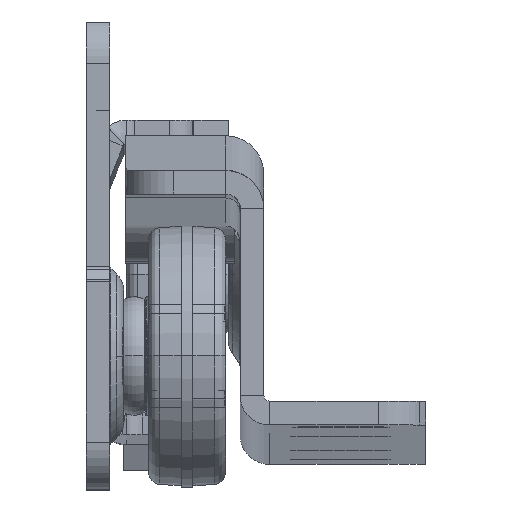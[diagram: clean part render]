
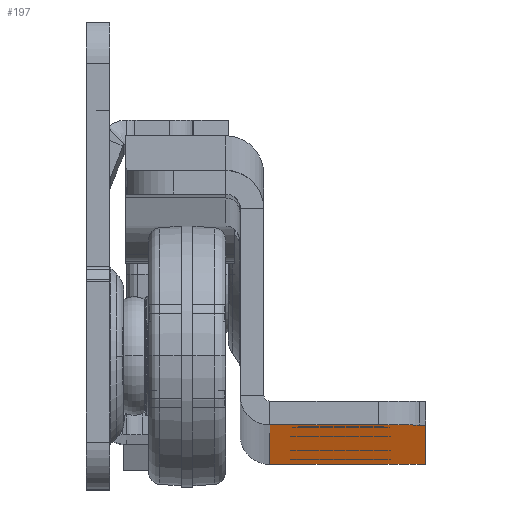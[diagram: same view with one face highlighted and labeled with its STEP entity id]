
A CAD part, top view. The second image highlights one B-rep face of the part: STEP entity #197.
In plain terms, the highlighted face is planar.
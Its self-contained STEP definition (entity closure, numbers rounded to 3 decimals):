
#1 = AXIS2_PLACEMENT_3D ( 'NONE', #41486, #12993, #32725 ) ;
#197 = ADVANCED_FACE ( 'NONE', ( #45585, #41614, #22038, #30232, #9420 ), #34182, .F. ) ;
#709 = LINE ( 'NONE', #5955, #35606 ) ;
#1345 = CARTESIAN_POINT ( 'NONE',  ( 0.5, -8.074, 0. ) ) ;
#2997 = EDGE_CURVE ( 'NONE', #47869, #41562, #42958, .T. ) ;
#3339 = VERTEX_POINT ( 'NONE', #29446 ) ;
#3408 = DIRECTION ( 'NONE',  ( 0., -1., 0. ) ) ;
#3637 = CARTESIAN_POINT ( 'NONE',  ( 10.75, -8.074, 389.5 ) ) ;
#3869 = EDGE_CURVE ( 'NONE', #13658, #20193, #42209, .T. ) ;
#4215 = CARTESIAN_POINT ( 'NONE',  ( 10.75, -8.074, 197.5 ) ) ;
#4765 = EDGE_CURVE ( 'NONE', #41562, #45871, #48482, .T. ) ;
#4904 = CARTESIAN_POINT ( 'NONE',  ( 2.25, -8.074, 197.5 ) ) ;
#5405 = ORIENTED_EDGE ( 'NONE', *, *, #52004, .T. ) ;
#5955 = CARTESIAN_POINT ( 'NONE',  ( 13.702, -8.074, 545.5 ) ) ;
#6227 = VECTOR ( 'NONE', #48987, 1000. ) ;
#6292 = CARTESIAN_POINT ( 'NONE',  ( 13.166, -8.074, 543.5 ) ) ;
#6466 = DIRECTION ( 'NONE',  ( 1., 0., 0. ) ) ;
#6467 = DIRECTION ( 'NONE',  ( 0.5, 0., 0.866 ) ) ;
#6727 = DIRECTION ( 'NONE',  ( -1., 0., 0. ) ) ;
#9008 = AXIS2_PLACEMENT_3D ( 'NONE', #17563, #13630, #45843 ) ;
#9420 = FACE_OUTER_BOUND ( 'NONE', #29667, .T. ) ;
#9474 = DIRECTION ( 'NONE',  ( -1., 0., 0. ) ) ;
#9494 = ORIENTED_EDGE ( 'NONE', *, *, #4765, .T. ) ;
#9699 = CARTESIAN_POINT ( 'NONE',  ( 10.75, -8.074, 517.5 ) ) ;
#10638 = EDGE_CURVE ( 'NONE', #37052, #38365, #45867, .T. ) ;
#10962 = CARTESIAN_POINT ( 'NONE',  ( 2.25, -8.074, 389.5 ) ) ;
#11295 = VERTEX_POINT ( 'NONE', #48877 ) ;
#11434 = VERTEX_POINT ( 'NONE', #30867 ) ;
#11558 = EDGE_CURVE ( 'NONE', #41918, #25527, #45948, .T. ) ;
#11755 = ORIENTED_EDGE ( 'NONE', *, *, #11558, .T. ) ;
#12696 = CARTESIAN_POINT ( 'NONE',  ( 9.702, -8.074, 0. ) ) ;
#12993 = DIRECTION ( 'NONE',  ( 0., 1., 0. ) ) ;
#13123 = ORIENTED_EDGE ( 'NONE', *, *, #2997, .T. ) ;
#13299 = CIRCLE ( 'NONE', #44489, 4.25 ) ;
#13358 = CARTESIAN_POINT ( 'NONE',  ( 6.5, -8.074, 517.5 ) ) ;
#13601 = LINE ( 'NONE', #32835, #6227 ) ;
#13630 = DIRECTION ( 'NONE',  ( 0., 1., 0. ) ) ;
#13658 = VERTEX_POINT ( 'NONE', #10962 ) ;
#14188 = ORIENTED_EDGE ( 'NONE', *, *, #21318, .T. ) ;
#14520 = CARTESIAN_POINT ( 'NONE',  ( 10.75, -8.074, 69.5 ) ) ;
#15017 = CIRCLE ( 'NONE', #26798, 4.25 ) ;
#15668 = VERTEX_POINT ( 'NONE', #20561 ) ;
#16157 = AXIS2_PLACEMENT_3D ( 'NONE', #32482, #48626, #24561 ) ;
#16166 = EDGE_CURVE ( 'NONE', #47688, #15668, #34693, .T. ) ;
#16306 = EDGE_CURVE ( 'NONE', #11295, #11434, #36978, .T. ) ;
#17019 = AXIS2_PLACEMENT_3D ( 'NONE', #22774, #43645, #6727 ) ;
#17245 = ORIENTED_EDGE ( 'NONE', *, *, #39306, .F. ) ;
#17563 = CARTESIAN_POINT ( 'NONE',  ( 13.702, -8.074, 0. ) ) ;
#19625 = CARTESIAN_POINT ( 'NONE',  ( 13.166, -8.074, 543.5 ) ) ;
#20193 = VERTEX_POINT ( 'NONE', #3637 ) ;
#20561 = CARTESIAN_POINT ( 'NONE',  ( 2.25, -8.074, 517.5 ) ) ;
#20757 = CARTESIAN_POINT ( 'NONE',  ( 9.702, -8.074, 545.5 ) ) ;
#21182 = EDGE_LOOP ( 'NONE', ( #48370, #35097 ) ) ;
#21318 = EDGE_CURVE ( 'NONE', #15668, #47688, #13299, .T. ) ;
#22001 = LINE ( 'NONE', #42612, #22709 ) ;
#22038 = FACE_BOUND ( 'NONE', #41578, .T. ) ;
#22047 = DIRECTION ( 'NONE',  ( 0., -1., 0. ) ) ;
#22096 = AXIS2_PLACEMENT_3D ( 'NONE', #34696, #30763, #46891 ) ;
#22101 = CIRCLE ( 'NONE', #17019, 4.25 ) ;
#22709 = VECTOR ( 'NONE', #6467, 1000. ) ;
#22774 = CARTESIAN_POINT ( 'NONE',  ( 6.5, -8.074, 69.5 ) ) ;
#23130 = AXIS2_PLACEMENT_3D ( 'NONE', #32130, #27406, #43543 ) ;
#23145 = EDGE_CURVE ( 'NONE', #35220, #3339, #22001, .T. ) ;
#23649 = CARTESIAN_POINT ( 'NONE',  ( 6.5, -8.074, 197.5 ) ) ;
#23815 = ORIENTED_EDGE ( 'NONE', *, *, #35828, .T. ) ;
#24561 = DIRECTION ( 'NONE',  ( -1., 0., 0. ) ) ;
#25190 = EDGE_CURVE ( 'NONE', #25527, #41918, #22101, .T. ) ;
#25259 = CARTESIAN_POINT ( 'NONE',  ( 13.702, -8.074, 0. ) ) ;
#25527 = VERTEX_POINT ( 'NONE', #14520 ) ;
#25681 = AXIS2_PLACEMENT_3D ( 'NONE', #49793, #22047, #45851 ) ;
#26126 = VERTEX_POINT ( 'NONE', #12696 ) ;
#26526 = VECTOR ( 'NONE', #9474, 1000. ) ;
#26798 = AXIS2_PLACEMENT_3D ( 'NONE', #45383, #41411, #30018 ) ;
#27077 = ORIENTED_EDGE ( 'NONE', *, *, #16306, .F. ) ;
#27406 = DIRECTION ( 'NONE',  ( 0., 1., 0. ) ) ;
#28708 = CIRCLE ( 'NONE', #35434, 4. ) ;
#29236 = LINE ( 'NONE', #25259, #26526 ) ;
#29446 = CARTESIAN_POINT ( 'NONE',  ( 13.702, -8.074, 2.928 ) ) ;
#29667 = EDGE_LOOP ( 'NONE', ( #27077, #17245, #5405, #40529, #37383, #13123, #9494, #35481 ) ) ;
#30018 = DIRECTION ( 'NONE',  ( -1., 0., 0. ) ) ;
#30232 = FACE_BOUND ( 'NONE', #42268, .T. ) ;
#30763 = DIRECTION ( 'NONE',  ( 0., 1., 0. ) ) ;
#30867 = CARTESIAN_POINT ( 'NONE',  ( 0.5, -8.074, 545.5 ) ) ;
#31383 = CARTESIAN_POINT ( 'NONE',  ( 9.702, -8.074, 4. ) ) ;
#32130 = CARTESIAN_POINT ( 'NONE',  ( 6.5, -8.074, 69.5 ) ) ;
#32482 = CARTESIAN_POINT ( 'NONE',  ( 6.5, -8.074, 517.5 ) ) ;
#32574 = DIRECTION ( 'NONE',  ( 0., 1., 0. ) ) ;
#32620 = EDGE_CURVE ( 'NONE', #20193, #13658, #15017, .T. ) ;
#32725 = DIRECTION ( 'NONE',  ( -1., 0., 0. ) ) ;
#32835 = CARTESIAN_POINT ( 'NONE',  ( 13.702, -8.074, 0. ) ) ;
#34182 = PLANE ( 'NONE',  #9008 ) ;
#34693 = CIRCLE ( 'NONE', #16157, 4.25 ) ;
#34696 = CARTESIAN_POINT ( 'NONE',  ( 6.5, -8.074, 197.5 ) ) ;
#35097 = ORIENTED_EDGE ( 'NONE', *, *, #3869, .T. ) ;
#35220 = VERTEX_POINT ( 'NONE', #42256 ) ;
#35434 = AXIS2_PLACEMENT_3D ( 'NONE', #31383, #3408, #39841 ) ;
#35481 = ORIENTED_EDGE ( 'NONE', *, *, #37572, .F. ) ;
#35507 = DIRECTION ( 'NONE',  ( -0.5, 0., 0.866 ) ) ;
#35606 = VECTOR ( 'NONE', #6466, 1000. ) ;
#35828 = EDGE_CURVE ( 'NONE', #38365, #37052, #44894, .T. ) ;
#36978 = LINE ( 'NONE', #1345, #39755 ) ;
#37052 = VERTEX_POINT ( 'NONE', #4215 ) ;
#37076 = DIRECTION ( 'NONE',  ( -1., 0., 0. ) ) ;
#37383 = ORIENTED_EDGE ( 'NONE', *, *, #38431, .F. ) ;
#37572 = EDGE_CURVE ( 'NONE', #11434, #45871, #709, .T. ) ;
#38365 = VERTEX_POINT ( 'NONE', #4904 ) ;
#38431 = EDGE_CURVE ( 'NONE', #47869, #3339, #13601, .T. ) ;
#39133 = CARTESIAN_POINT ( 'NONE',  ( 2.25, -8.074, 69.5 ) ) ;
#39306 = EDGE_CURVE ( 'NONE', #26126, #11295, #29236, .T. ) ;
#39755 = VECTOR ( 'NONE', #40973, 1000. ) ;
#39841 = DIRECTION ( 'NONE',  ( 0., 0., 1. ) ) ;
#40529 = ORIENTED_EDGE ( 'NONE', *, *, #23145, .T. ) ;
#40647 = CARTESIAN_POINT ( 'NONE',  ( 13.702, -8.074, 542.572 ) ) ;
#40973 = DIRECTION ( 'NONE',  ( 0., 0., 1. ) ) ;
#41411 = DIRECTION ( 'NONE',  ( 0., 1., 0. ) ) ;
#41486 = CARTESIAN_POINT ( 'NONE',  ( 6.5, -8.074, 389.5 ) ) ;
#41562 = VERTEX_POINT ( 'NONE', #19625 ) ;
#41578 = EDGE_LOOP ( 'NONE', ( #44731, #23815 ) ) ;
#41614 = FACE_BOUND ( 'NONE', #21182, .T. ) ;
#41918 = VERTEX_POINT ( 'NONE', #39133 ) ;
#42209 = CIRCLE ( 'NONE', #1, 4.25 ) ;
#42249 = ORIENTED_EDGE ( 'NONE', *, *, #25190, .T. ) ;
#42256 = CARTESIAN_POINT ( 'NONE',  ( 13.166, -8.074, 2. ) ) ;
#42268 = EDGE_LOOP ( 'NONE', ( #42249, #11755 ) ) ;
#42560 = ORIENTED_EDGE ( 'NONE', *, *, #16166, .T. ) ;
#42612 = CARTESIAN_POINT ( 'NONE',  ( 16.63, -8.074, 8. ) ) ;
#42958 = LINE ( 'NONE', #6292, #47427 ) ;
#43543 = DIRECTION ( 'NONE',  ( -1., 0., 0. ) ) ;
#43645 = DIRECTION ( 'NONE',  ( 0., 1., 0. ) ) ;
#43754 = DIRECTION ( 'NONE',  ( 0., 1., 0. ) ) ;
#44489 = AXIS2_PLACEMENT_3D ( 'NONE', #13358, #32574, #37076 ) ;
#44731 = ORIENTED_EDGE ( 'NONE', *, *, #10638, .T. ) ;
#44894 = CIRCLE ( 'NONE', #22096, 4.25 ) ;
#45383 = CARTESIAN_POINT ( 'NONE',  ( 6.5, -8.074, 389.5 ) ) ;
#45585 = FACE_BOUND ( 'NONE', #48885, .T. ) ;
#45843 = DIRECTION ( 'NONE',  ( 0., 0., -1. ) ) ;
#45851 = DIRECTION ( 'NONE',  ( 0., 0., 1. ) ) ;
#45867 = CIRCLE ( 'NONE', #50081, 4.25 ) ;
#45871 = VERTEX_POINT ( 'NONE', #20757 ) ;
#45948 = CIRCLE ( 'NONE', #23130, 4.25 ) ;
#46769 = DIRECTION ( 'NONE',  ( -1., 0., 0. ) ) ;
#46891 = DIRECTION ( 'NONE',  ( -1., 0., 0. ) ) ;
#47427 = VECTOR ( 'NONE', #35507, 1000. ) ;
#47688 = VERTEX_POINT ( 'NONE', #9699 ) ;
#47869 = VERTEX_POINT ( 'NONE', #40647 ) ;
#48370 = ORIENTED_EDGE ( 'NONE', *, *, #32620, .T. ) ;
#48482 = CIRCLE ( 'NONE', #25681, 4. ) ;
#48626 = DIRECTION ( 'NONE',  ( 0., 1., 0. ) ) ;
#48877 = CARTESIAN_POINT ( 'NONE',  ( 0.5, -8.074, 0. ) ) ;
#48885 = EDGE_LOOP ( 'NONE', ( #42560, #14188 ) ) ;
#48987 = DIRECTION ( 'NONE',  ( 0., 0., -1. ) ) ;
#49793 = CARTESIAN_POINT ( 'NONE',  ( 9.702, -8.074, 541.5 ) ) ;
#50081 = AXIS2_PLACEMENT_3D ( 'NONE', #23649, #43754, #46769 ) ;
#52004 = EDGE_CURVE ( 'NONE', #26126, #35220, #28708, .T. ) ;
